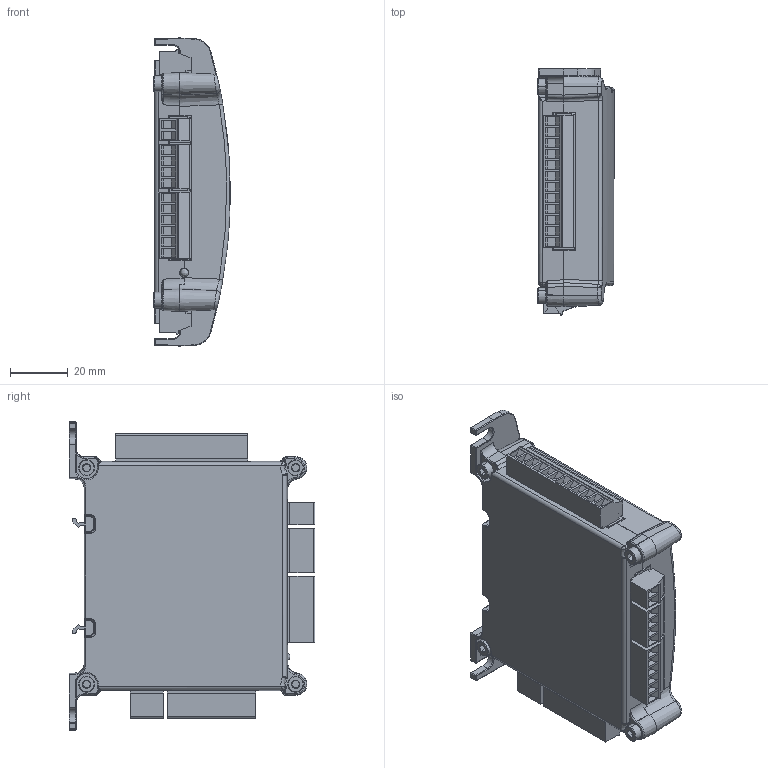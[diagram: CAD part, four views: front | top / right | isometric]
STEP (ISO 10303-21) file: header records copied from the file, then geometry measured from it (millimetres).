
FILE_DESCRIPTION (( 'STEP AP214' ), '1' );
FILE_NAME ('ST484.STEP', '2017-04-20T21:39:50', ( 'ndynamics' ), ( 'Microsoft' ), 'SwSTEP 2.0', 'SolidWorks 2013', '' );
FILE_SCHEMA (( 'AUTOMOTIVE_DESIGN' ));
Length unit declared in the file: millimetre
Products named in the file (11): 91290A115_BLACK-OXIDE CLASS 12.9 SOCKET HEAD CAP SCREW; 1792840000; 1792820000; 1792810000; 1792790000; 1792780000; 1792770000; ST484 Rough Sketch; Plastic Top Cover; Aluminum Bottom; ST484
Assembly tree (13 placements, depth 2):
  ST484
    Aluminum Bottom
    Plastic Top Cover
    ST484 Rough Sketch
    1792770000
    1792780000
    1792790000
    1792810000
    1792820000
    1792840000
    91290A115_BLACK-OXIDE CLASS 12.9 SOCKET HEAD CAP SCREW  x4
Bounding box: 26.55 x 85.13 x 106.68 mm (x, y, z)
Volume: 47749.2 mm3; surface area: 73414.9 mm2
Topology: 12 solids, 23 shells, 3290 faces, 8669 edges, 5515 vertices
Faces by surface type: plane 1989, cylinder 803, bspline 313, cone 185
Entity records: 119625 total; most frequent: CARTESIAN_POINT 44649, ORIENTED_EDGE 14885, DIRECTION 13140, EDGE_CURVE 7656, VECTOR 5622, LINE 5622, VERTEX_POINT 4924, AXIS2_PLACEMENT_3D 3759
